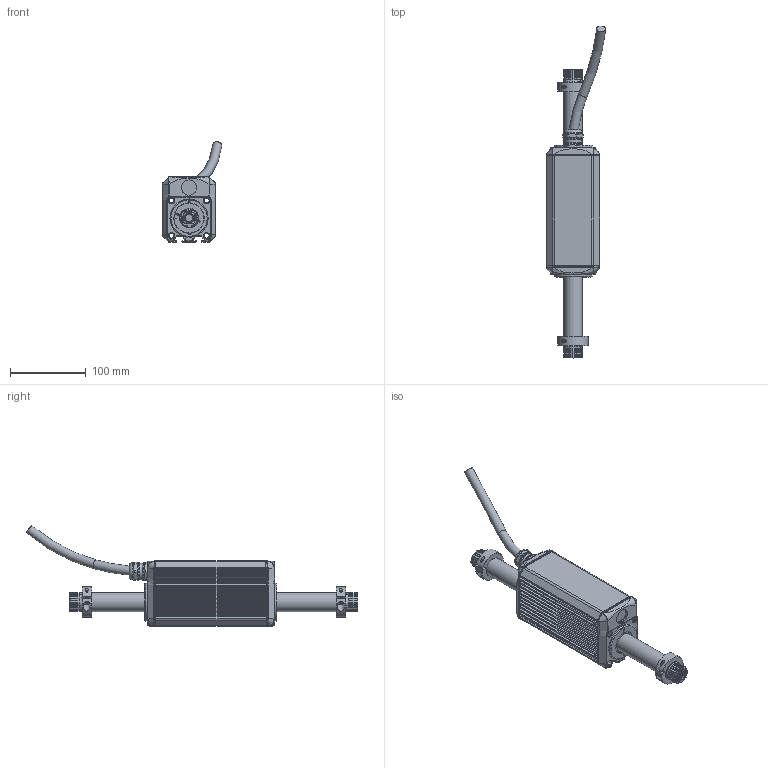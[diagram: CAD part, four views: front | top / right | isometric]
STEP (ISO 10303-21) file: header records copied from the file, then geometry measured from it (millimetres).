
FILE_DESCRIPTION(/* description */ (''),/* implementation_level */ '2;1');
FILE_NAME(/* name */ 'ORCA-6 CAD.step',/* time_stamp */ '2025-06-10T09:42:27-07:00',/* author */ (''),/* organization */ (''),/* preprocessor_version */ 'ST-DEVELOPER v20.1',/* originating_system */ 'Autodesk Translation Framework v14.10.0.0',/* authorisation */ '');
FILE_SCHEMA (('AUTOMOTIVE_DESIGN { 1 0 10303 214 3 1 1 }'));
Products named in the file (14): Parameterized Orca Customer Model; Shaft; CrimpedShaftInserts; Stator; Component17; CustomerEndCap; CustomerEndCap_1; 110-004 GFM_2526_25_1; 110-003 StrainRelief; Cable; Component19; ShaftCollar; ShaftCollar_1; 94500A282_316 Stainless Steel Button Head Hex Drive Screws
Assembly tree (16 placements, depth 3):
  Parameterized Orca Customer Model
    Shaft
    CrimpedShaftInserts  x2
    Stator
      Component17
      CustomerEndCap
      CustomerEndCap_1
      110-004 GFM_2526_25_1  x2
      110-003 StrainRelief
    Cable
    Component19
    ShaftCollar
      94500A282_316 Stainless Steel Button Head Hex Drive Screws
    ShaftCollar_1
      94500A282_316 Stainless Steel Button Head Hex Drive Screws
Bounding box: 78.64 x 438.61 x 133.02 mm (x, y, z)
Volume: 694265.5 mm3; surface area: 318993.7 mm2
Topology: 26 solids, 26 shells, 4154 faces, 12030 edges, 7992 vertices
Faces by surface type: plane 2033, cylinder 1087, cone 440, bspline 438, torus 138, sphere 18
Full cylindrical faces by diameter (mm): 3.091 x44, 4 x46, 6.6 x4, 7.6 x2, 8.6 x8, 10.274 x14, 11.468 x18, 12.226 x12, 12.7 x18, 13 x1, 18.137 x3, 22 x1, 23 x3, 24 x1, 25 x3, 26 x2, 26.07 x2, 30 x2, 35 x1
Entity records: 137979 total; most frequent: CARTESIAN_POINT 54336, ORIENTED_EDGE 18842, DIRECTION 15920, EDGE_CURVE 9421, VERTEX_POINT 6267, AXIS2_PLACEMENT_3D 5459, LINE 5002, VECTOR 5002
